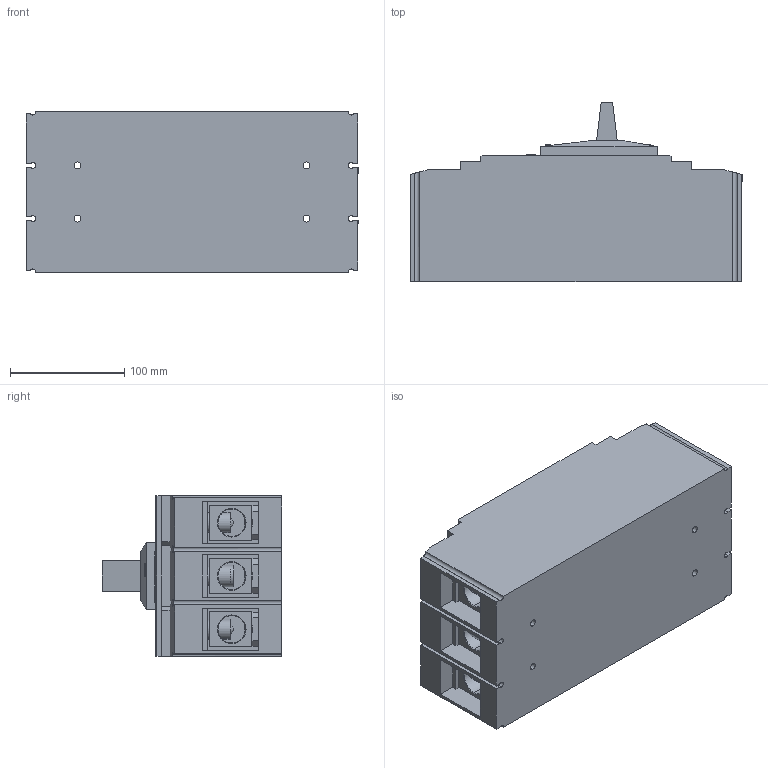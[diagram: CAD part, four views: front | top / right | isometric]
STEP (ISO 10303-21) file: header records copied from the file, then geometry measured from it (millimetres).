
FILE_DESCRIPTION (( 'STEP AP203' ), '1' );
FILE_NAME ('GCB400H-3AA300LL.step', '2021-09-02T13:48:00', ( '' ), ( '' ), 'SwSTEP 2.0', 'SolidWorks 2021', '' );
FILE_SCHEMA (( 'CONFIG_CONTROL_DESIGN' ));
Length unit declared in the file: inch
Products named in the file (1): GCB400H-3AA300LL
Bounding box: 290 x 156.8 x 140 mm (x, y, z)
Volume: 4028097.5 mm3; surface area: 339254.3 mm2
Topology: 26 solids, 26 shells, 1319 faces, 3541 edges, 2308 vertices
Faces by surface type: plane 935, cylinder 200, cone 144, bspline 40
Entity records: 44075 total; most frequent: CARTESIAN_POINT 10929, ORIENTED_EDGE 7082, DIRECTION 6459, EDGE_CURVE 3541, VECTOR 2743, LINE 2743, VERTEX_POINT 2308, AXIS2_PLACEMENT_3D 1858
